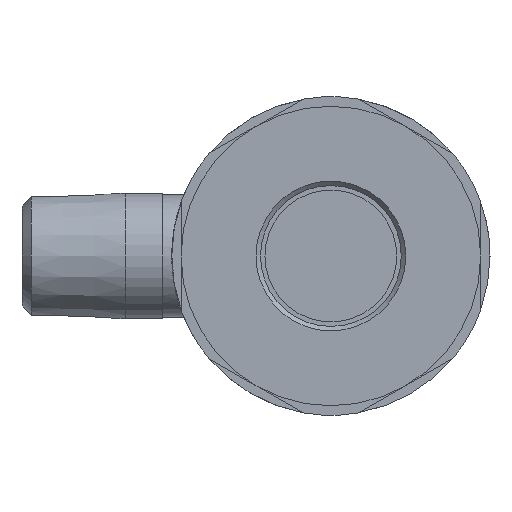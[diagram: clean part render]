
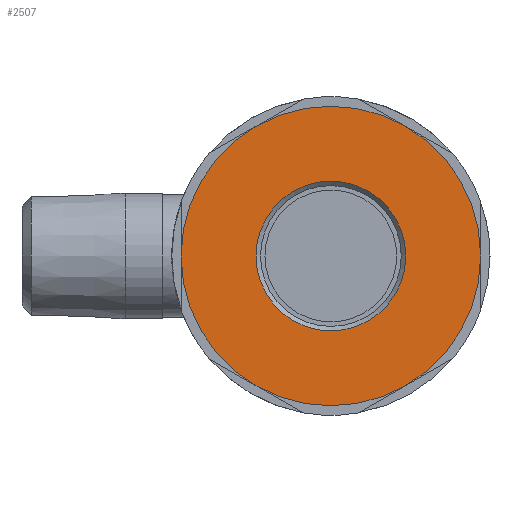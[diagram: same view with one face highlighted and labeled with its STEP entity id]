
A CAD part, left-side view. The second image highlights one B-rep face of the part: STEP entity #2507.
In plain terms, the highlighted face is planar.
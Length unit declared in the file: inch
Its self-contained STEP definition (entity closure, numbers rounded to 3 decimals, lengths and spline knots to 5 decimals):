
#348=FACE_BOUND('',#674,.T.);
#403=PLANE('',#2932);
#533=FACE_OUTER_BOUND('',#673,.T.);
#673=EDGE_LOOP('',(#2165));
#674=EDGE_LOOP('',(#2166));
#1107=CIRCLE('',#2928,0.49997);
#1110=CIRCLE('',#2933,1.);
#1326=VERTEX_POINT('',#4544);
#1329=VERTEX_POINT('',#4554);
#1617=EDGE_CURVE('',#1326,#1326,#1107,.T.);
#1621=EDGE_CURVE('',#1329,#1329,#1110,.T.);
#2165=ORIENTED_EDGE('',*,*,#1621,.T.);
#2166=ORIENTED_EDGE('',*,*,#1617,.F.);
#2507=ADVANCED_FACE('',(#533,#348),#403,.T.);
#2928=AXIS2_PLACEMENT_3D('',#4546,#3537,#3538);
#2932=AXIS2_PLACEMENT_3D('',#4553,#3546,#3547);
#2933=AXIS2_PLACEMENT_3D('',#4555,#3548,#3549);
#3537=DIRECTION('center_axis',(1.,0.,0.));
#3538=DIRECTION('ref_axis',(0.,-1.,0.));
#3546=DIRECTION('center_axis',(1.,0.,0.));
#3547=DIRECTION('ref_axis',(0.,0.,-1.));
#3548=DIRECTION('center_axis',(1.,0.,0.));
#3549=DIRECTION('ref_axis',(0.,1.,0.));
#4544=CARTESIAN_POINT('',(0.,0.49997,0.));
#4546=CARTESIAN_POINT('Origin',(0.,0.,
0.));
#4553=CARTESIAN_POINT('Origin',(0.,0.73498,0.));
#4554=CARTESIAN_POINT('',(0.,-1.,0.));
#4555=CARTESIAN_POINT('Origin',(0.,0.,
0.));
